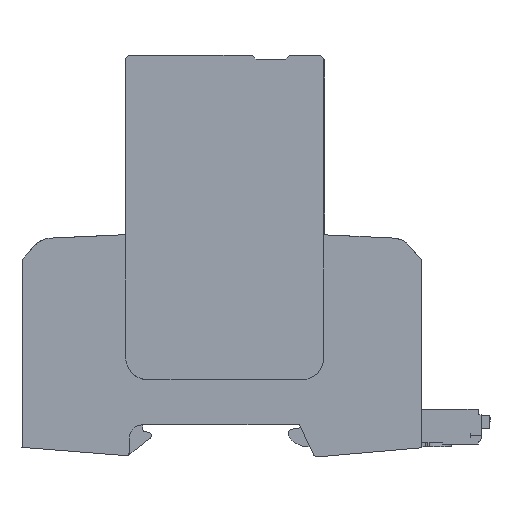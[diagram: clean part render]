
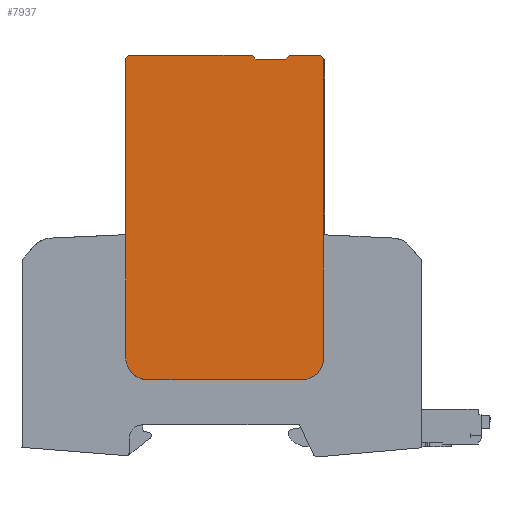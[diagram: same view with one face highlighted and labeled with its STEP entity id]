
A CAD part, left-side view. The second image highlights one B-rep face of the part: STEP entity #7937.
In plain terms, the highlighted planar face has unit normal (-1, 0, 0).
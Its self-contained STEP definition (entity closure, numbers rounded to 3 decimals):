
#7912=AXIS2_PLACEMENT_3D('Plane Axis2P3D',#7909,#7910,#7911) ;
#1237=CARTESIAN_POINT('Vertex',(0.25,82.214,50.152)) ;
#1508=CARTESIAN_POINT('Vertex',(0.25,37.503,50.127)) ;
#3843=CARTESIAN_POINT('Line Origine',(0.25,82.214,36.284)) ;
#3847=CARTESIAN_POINT('Vertex',(0.25,82.214,22.416)) ;
#3863=CARTESIAN_POINT('Line Origine',(0.25,82.214,70.066)) ;
#3867=CARTESIAN_POINT('Vertex',(0.25,82.214,89.98)) ;
#4359=CARTESIAN_POINT('Vertex',(0.25,37.503,89.98)) ;
#4362=CARTESIAN_POINT('Line Origine',(0.25,37.503,70.053)) ;
#4390=CARTESIAN_POINT('Line Origine',(0.25,37.503,36.272)) ;
#4394=CARTESIAN_POINT('Vertex',(0.25,37.503,22.416)) ;
#5537=CARTESIAN_POINT('Vertex',(0.25,45.202,90.68)) ;
#5540=CARTESIAN_POINT('Line Origine',(0.25,41.703,90.68)) ;
#5544=CARTESIAN_POINT('Vertex',(0.25,38.203,90.68)) ;
#5573=CARTESIAN_POINT('Vertex',(0.25,46.103,89.778)) ;
#5576=CARTESIAN_POINT('Line Origine',(0.25,45.653,90.229)) ;
#5598=CARTESIAN_POINT('Vertex',(0.25,52.803,89.778)) ;
#5601=CARTESIAN_POINT('Line Origine',(0.25,49.453,89.778)) ;
#5623=CARTESIAN_POINT('Vertex',(0.25,53.705,90.68)) ;
#5626=CARTESIAN_POINT('Line Origine',(0.25,53.254,90.229)) ;
#5643=CARTESIAN_POINT('Vertex',(0.25,81.514,90.68)) ;
#5646=CARTESIAN_POINT('Line Origine',(0.25,67.609,90.68)) ;
#5772=CARTESIAN_POINT('Line Origine',(0.25,81.864,90.33)) ;
#7829=CARTESIAN_POINT('Control Point',(0.25,38.504,19.416)) ;
#7830=CARTESIAN_POINT('Control Point',(0.25,38.021,20.06)) ;
#7831=CARTESIAN_POINT('Control Point',(0.25,37.676,20.807)) ;
#7832=CARTESIAN_POINT('Control Point',(0.25,37.504,21.612)) ;
#7833=CARTESIAN_POINT('Control Point',(0.25,37.503,22.416)) ;
#7834=CARTESIAN_POINT('Vertex',(0.25,38.504,19.416)) ;
#7838=CARTESIAN_POINT('Control Point',(0.25,42.503,17.416)) ;
#7839=CARTESIAN_POINT('Control Point',(0.25,42.108,17.416)) ;
#7840=CARTESIAN_POINT('Control Point',(0.25,41.712,17.456)) ;
#7841=CARTESIAN_POINT('Control Point',(0.25,41.233,17.538)) ;
#7842=CARTESIAN_POINT('Control Point',(0.25,40.237,17.883)) ;
#7843=CARTESIAN_POINT('Control Point',(0.25,39.363,18.473)) ;
#7844=CARTESIAN_POINT('Control Point',(0.25,39.01,18.806)) ;
#7845=CARTESIAN_POINT('Control Point',(0.25,38.741,19.1)) ;
#7846=CARTESIAN_POINT('Control Point',(0.25,38.504,19.416)) ;
#7847=CARTESIAN_POINT('Vertex',(0.25,42.504,17.416)) ;
#7864=CARTESIAN_POINT('Line Origine',(0.25,59.859,17.416)) ;
#7868=CARTESIAN_POINT('Vertex',(0.25,77.214,17.416)) ;
#7885=CARTESIAN_POINT('Control Point',(0.25,81.214,19.416)) ;
#7886=CARTESIAN_POINT('Control Point',(0.25,80.519,18.489)) ;
#7887=CARTESIAN_POINT('Control Point',(0.25,79.535,17.776)) ;
#7888=CARTESIAN_POINT('Control Point',(0.25,78.373,17.416)) ;
#7889=CARTESIAN_POINT('Control Point',(0.25,77.214,17.416)) ;
#7890=CARTESIAN_POINT('Vertex',(0.25,81.214,19.416)) ;
#7894=CARTESIAN_POINT('Control Point',(0.25,82.214,22.416)) ;
#7895=CARTESIAN_POINT('Control Point',(0.25,82.214,21.612)) ;
#7896=CARTESIAN_POINT('Control Point',(0.25,82.042,20.807)) ;
#7897=CARTESIAN_POINT('Control Point',(0.25,81.697,20.06)) ;
#7898=CARTESIAN_POINT('Control Point',(0.25,81.214,19.416)) ;
#7909=CARTESIAN_POINT('Axis2P3D Location',(0.25,60.214,7.416)) ;
#7914=CARTESIAN_POINT('Line Origine',(0.25,37.853,90.33)) ;
#3844=DIRECTION('Vector Direction',(0.,0.,-1.)) ;
#3864=DIRECTION('Vector Direction',(0.,0.,-1.)) ;
#4363=DIRECTION('Vector Direction',(0.,0.,-1.)) ;
#4391=DIRECTION('Vector Direction',(0.,0.,-1.)) ;
#5541=DIRECTION('Vector Direction',(0.,1.,0.)) ;
#5577=DIRECTION('Vector Direction',(0.,0.707,-0.707)) ;
#5602=DIRECTION('Vector Direction',(0.,1.,0.)) ;
#5627=DIRECTION('Vector Direction',(0.,0.707,0.707)) ;
#5647=DIRECTION('Vector Direction',(0.,1.,0.)) ;
#5773=DIRECTION('Vector Direction',(0.,0.707,-0.707)) ;
#7865=DIRECTION('Vector Direction',(0.,1.,0.)) ;
#7910=DIRECTION('Axis2P3D Direction',(-1.,0.,0.)) ;
#7911=DIRECTION('Axis2P3D XDirection',(0.,-1.,0.)) ;
#7915=DIRECTION('Vector Direction',(0.,0.707,0.707)) ;
#3845=VECTOR('Line Direction',#3844,1.) ;
#3865=VECTOR('Line Direction',#3864,1.) ;
#4364=VECTOR('Line Direction',#4363,1.) ;
#4392=VECTOR('Line Direction',#4391,1.) ;
#5542=VECTOR('Line Direction',#5541,1.) ;
#5578=VECTOR('Line Direction',#5577,1.) ;
#5603=VECTOR('Line Direction',#5602,1.) ;
#5628=VECTOR('Line Direction',#5627,1.) ;
#5648=VECTOR('Line Direction',#5647,1.) ;
#5774=VECTOR('Line Direction',#5773,1.) ;
#7866=VECTOR('Line Direction',#7865,1.) ;
#7916=VECTOR('Line Direction',#7915,1.) ;
#7920=ORIENTED_EDGE('',*,*,#7892,.T.) ;
#7921=ORIENTED_EDGE('',*,*,#7870,.T.) ;
#7922=ORIENTED_EDGE('',*,*,#7849,.T.) ;
#7923=ORIENTED_EDGE('',*,*,#7836,.T.) ;
#7924=ORIENTED_EDGE('',*,*,#4396,.T.) ;
#7925=ORIENTED_EDGE('',*,*,#4366,.T.) ;
#7926=ORIENTED_EDGE('',*,*,#7918,.T.) ;
#7927=ORIENTED_EDGE('',*,*,#5546,.T.) ;
#7928=ORIENTED_EDGE('',*,*,#5580,.T.) ;
#7929=ORIENTED_EDGE('',*,*,#5605,.T.) ;
#7930=ORIENTED_EDGE('',*,*,#5630,.T.) ;
#7931=ORIENTED_EDGE('',*,*,#5650,.T.) ;
#7932=ORIENTED_EDGE('',*,*,#5776,.T.) ;
#7933=ORIENTED_EDGE('',*,*,#3869,.T.) ;
#7934=ORIENTED_EDGE('',*,*,#3849,.T.) ;
#7935=ORIENTED_EDGE('',*,*,#7899,.T.) ;
#7937=ADVANCED_FACE('VPU',(#7936),#7913,.T.) ;
#7828=B_SPLINE_CURVE_WITH_KNOTS('',4,(#7829,#7830,#7831,#7832,#7833),.UNSPECIFIED.,.F.,.U.,(5,5),(0.,4.55),.UNSPECIFIED.) ;
#7837=B_SPLINE_CURVE_WITH_KNOTS('',5,(#7838,#7839,#7840,#7841,#7842,#7843,#7844,#7845,#7846),.UNSPECIFIED.,.F.,.U.,(6,3,6),(0.,2.8,5.6),.UNSPECIFIED.) ;
#7884=B_SPLINE_CURVE_WITH_KNOTS('',4,(#7885,#7886,#7887,#7888,#7889),.UNSPECIFIED.,.F.,.U.,(5,5),(0.,6.557),.UNSPECIFIED.) ;
#7893=B_SPLINE_CURVE_WITH_KNOTS('',4,(#7894,#7895,#7896,#7897,#7898),.UNSPECIFIED.,.F.,.U.,(5,5),(0.,4.55),.UNSPECIFIED.) ;
#3849=EDGE_CURVE('',#1238,#3848,#3846,.T.) ;
#3869=EDGE_CURVE('',#3868,#1238,#3866,.T.) ;
#4366=EDGE_CURVE('',#1509,#4360,#4365,.F.) ;
#4396=EDGE_CURVE('',#4395,#1509,#4393,.F.) ;
#5546=EDGE_CURVE('',#5545,#5538,#5543,.T.) ;
#5580=EDGE_CURVE('',#5538,#5574,#5579,.T.) ;
#5605=EDGE_CURVE('',#5574,#5599,#5604,.T.) ;
#5630=EDGE_CURVE('',#5599,#5624,#5629,.T.) ;
#5650=EDGE_CURVE('',#5624,#5644,#5649,.T.) ;
#5776=EDGE_CURVE('',#5644,#3868,#5775,.T.) ;
#7836=EDGE_CURVE('',#7835,#4395,#7828,.T.) ;
#7849=EDGE_CURVE('',#7848,#7835,#7837,.T.) ;
#7870=EDGE_CURVE('',#7869,#7848,#7867,.F.) ;
#7892=EDGE_CURVE('',#7891,#7869,#7884,.T.) ;
#7899=EDGE_CURVE('',#3848,#7891,#7893,.T.) ;
#7918=EDGE_CURVE('',#4360,#5545,#7917,.T.) ;
#7919=EDGE_LOOP('',(#7920,#7921,#7922,#7923,#7924,#7925,#7926,#7927,#7928,#7929,#7930,#7931,#7932,#7933,#7934,#7935)) ;
#7936=FACE_OUTER_BOUND('',#7919,.T.) ;
#3846=LINE('Line',#3843,#3845) ;
#3866=LINE('Line',#3863,#3865) ;
#4365=LINE('Line',#4362,#4364) ;
#4393=LINE('Line',#4390,#4392) ;
#5543=LINE('Line',#5540,#5542) ;
#5579=LINE('Line',#5576,#5578) ;
#5604=LINE('Line',#5601,#5603) ;
#5629=LINE('Line',#5626,#5628) ;
#5649=LINE('Line',#5646,#5648) ;
#5775=LINE('Line',#5772,#5774) ;
#7867=LINE('Line',#7864,#7866) ;
#7917=LINE('Line',#7914,#7916) ;
#7913=PLANE('',#7912) ;
#1238=VERTEX_POINT('',#1237) ;
#1509=VERTEX_POINT('',#1508) ;
#3848=VERTEX_POINT('',#3847) ;
#3868=VERTEX_POINT('',#3867) ;
#4360=VERTEX_POINT('',#4359) ;
#4395=VERTEX_POINT('',#4394) ;
#5538=VERTEX_POINT('',#5537) ;
#5545=VERTEX_POINT('',#5544) ;
#5574=VERTEX_POINT('',#5573) ;
#5599=VERTEX_POINT('',#5598) ;
#5624=VERTEX_POINT('',#5623) ;
#5644=VERTEX_POINT('',#5643) ;
#7835=VERTEX_POINT('',#7834) ;
#7848=VERTEX_POINT('',#7847) ;
#7869=VERTEX_POINT('',#7868) ;
#7891=VERTEX_POINT('',#7890) ;
